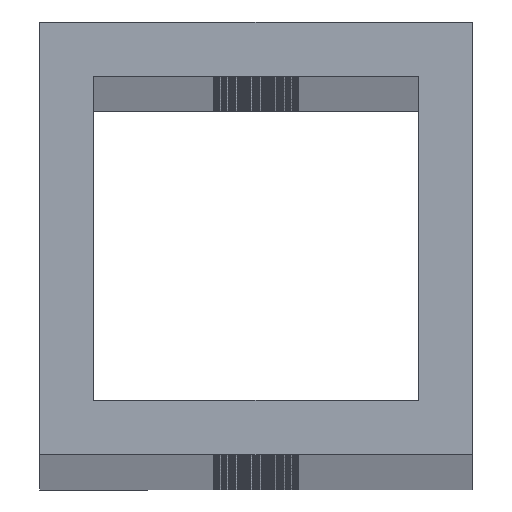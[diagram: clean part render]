
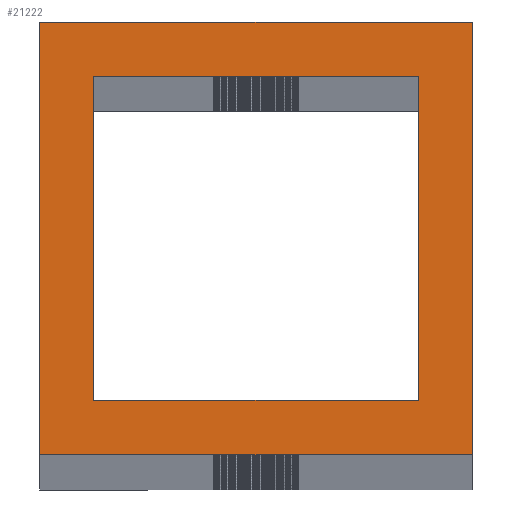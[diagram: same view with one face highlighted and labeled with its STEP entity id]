
A CAD part, top view. The second image highlights one B-rep face of the part: STEP entity #21222.
In plain terms, the highlighted planar face has unit normal (0, 0, 1).
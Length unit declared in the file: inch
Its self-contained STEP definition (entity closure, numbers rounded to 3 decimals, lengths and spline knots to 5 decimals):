
#46 = VERTEX_POINT ( 'NONE', #4756 ) ;
#496 = VECTOR ( 'NONE', #22766, 39.37008 ) ;
#1198 = VECTOR ( 'NONE', #13771, 39.37008 ) ;
#1443 = ORIENTED_EDGE ( 'NONE', *, *, #11875, .T. ) ;
#2316 = DIRECTION ( 'NONE',  ( 1., 0., 0. ) ) ;
#2932 = EDGE_CURVE ( 'NONE', #6518, #46, #24750, .T. ) ;
#4756 = CARTESIAN_POINT ( 'NONE',  ( -0.5, 0.5, 47. ) ) ;
#4802 = DIRECTION ( 'NONE',  ( 0., 1., 0. ) ) ;
#4807 = CARTESIAN_POINT ( 'NONE',  ( 0.375, 0.375, 47. ) ) ;
#5491 = EDGE_CURVE ( 'NONE', #17288, #27647, #20269, .T. ) ;
#5712 = VECTOR ( 'NONE', #21391, 39.37008 ) ;
#6245 = LINE ( 'NONE', #10438, #5712 ) ;
#6518 = VERTEX_POINT ( 'NONE', #21550 ) ;
#7096 = EDGE_LOOP ( 'NONE', ( #21238, #10570, #1443, #16777 ) ) ;
#7135 = CARTESIAN_POINT ( 'NONE',  ( -0.5, -0.5, 47. ) ) ;
#7270 = VECTOR ( 'NONE', #4802, 39.37008 ) ;
#7653 = VERTEX_POINT ( 'NONE', #4807 ) ;
#8334 = FACE_OUTER_BOUND ( 'NONE', #7096, .T. ) ;
#8610 = VERTEX_POINT ( 'NONE', #26369 ) ;
#8890 = CARTESIAN_POINT ( 'NONE',  ( 0.5, -0.375, 47. ) ) ;
#9055 = ORIENTED_EDGE ( 'NONE', *, *, #5491, .F. ) ;
#9970 = CARTESIAN_POINT ( 'NONE',  ( 0.5, -0.5, 47. ) ) ;
#10269 = AXIS2_PLACEMENT_3D ( 'NONE', #23659, #10722, #2316 ) ;
#10438 = CARTESIAN_POINT ( 'NONE',  ( 0.5, 0.375, 47. ) ) ;
#10570 = ORIENTED_EDGE ( 'NONE', *, *, #22883, .T. ) ;
#10702 = VECTOR ( 'NONE', #12416, 39.37008 ) ;
#10722 = DIRECTION ( 'NONE',  ( 0., 0., 1. ) ) ;
#10835 = EDGE_CURVE ( 'NONE', #7653, #8610, #6245, .T. ) ;
#11875 = EDGE_CURVE ( 'NONE', #25697, #6518, #19835, .T. ) ;
#12069 = VERTEX_POINT ( 'NONE', #14204 ) ;
#12413 = VECTOR ( 'NONE', #20212, 39.37008 ) ;
#12416 = DIRECTION ( 'NONE',  ( 0., 1., 0. ) ) ;
#12435 = DIRECTION ( 'NONE',  ( 0., -1., 0. ) ) ;
#13411 = ORIENTED_EDGE ( 'NONE', *, *, #21129, .F. ) ;
#13771 = DIRECTION ( 'NONE',  ( -1., 0., 0. ) ) ;
#13777 = EDGE_LOOP ( 'NONE', ( #9055, #21214, #22099, #13411 ) ) ;
#14204 = CARTESIAN_POINT ( 'NONE',  ( -0.5, -0.5, 47. ) ) ;
#14626 = CARTESIAN_POINT ( 'NONE',  ( 0.375, -0.375, 47. ) ) ;
#15360 = FACE_BOUND ( 'NONE', #13777, .T. ) ;
#16381 = CARTESIAN_POINT ( 'NONE',  ( -0.375, -0.5, 47. ) ) ;
#16442 = LINE ( 'NONE', #9970, #496 ) ;
#16777 = ORIENTED_EDGE ( 'NONE', *, *, #2932, .T. ) ;
#17288 = VERTEX_POINT ( 'NONE', #26139 ) ;
#17469 = DIRECTION ( 'NONE',  ( 1., 0., 0. ) ) ;
#17838 = VECTOR ( 'NONE', #17469, 39.37008 ) ;
#18777 = LINE ( 'NONE', #16381, #23568 ) ;
#19535 = EDGE_CURVE ( 'NONE', #46, #12069, #24435, .T. ) ;
#19835 = LINE ( 'NONE', #26718, #7270 ) ;
#20212 = DIRECTION ( 'NONE',  ( 0., -1., 0. ) ) ;
#20269 = LINE ( 'NONE', #8890, #17838 ) ;
#20368 = CARTESIAN_POINT ( 'NONE',  ( 0.5, -0.5, 47. ) ) ;
#21129 = EDGE_CURVE ( 'NONE', #27647, #7653, #27056, .T. ) ;
#21214 = ORIENTED_EDGE ( 'NONE', *, *, #26921, .F. ) ;
#21222 = ADVANCED_FACE ( 'NONE', ( #8334, #15360 ), #21269, .T. ) ;
#21238 = ORIENTED_EDGE ( 'NONE', *, *, #19535, .T. ) ;
#21269 = PLANE ( 'NONE',  #10269 ) ;
#21391 = DIRECTION ( 'NONE',  ( -1., 0., 0. ) ) ;
#21550 = CARTESIAN_POINT ( 'NONE',  ( 0.5, 0.5, 47. ) ) ;
#22099 = ORIENTED_EDGE ( 'NONE', *, *, #10835, .F. ) ;
#22766 = DIRECTION ( 'NONE',  ( 1., 0., 0. ) ) ;
#22883 = EDGE_CURVE ( 'NONE', #12069, #25697, #16442, .T. ) ;
#23568 = VECTOR ( 'NONE', #12435, 39.37008 ) ;
#23659 = CARTESIAN_POINT ( 'NONE',  ( 0., 0., 47. ) ) ;
#24435 = LINE ( 'NONE', #7135, #12413 ) ;
#24750 = LINE ( 'NONE', #24887, #1198 ) ;
#24887 = CARTESIAN_POINT ( 'NONE',  ( 0.5, 0.5, 47. ) ) ;
#25697 = VERTEX_POINT ( 'NONE', #20368 ) ;
#26139 = CARTESIAN_POINT ( 'NONE',  ( -0.375, -0.375, 47. ) ) ;
#26369 = CARTESIAN_POINT ( 'NONE',  ( -0.375, 0.375, 47. ) ) ;
#26718 = CARTESIAN_POINT ( 'NONE',  ( 0.5, -0.5, 47. ) ) ;
#26921 = EDGE_CURVE ( 'NONE', #8610, #17288, #18777, .T. ) ;
#27056 = LINE ( 'NONE', #27485, #10702 ) ;
#27485 = CARTESIAN_POINT ( 'NONE',  ( 0.375, -0.5, 47. ) ) ;
#27647 = VERTEX_POINT ( 'NONE', #14626 ) ;
